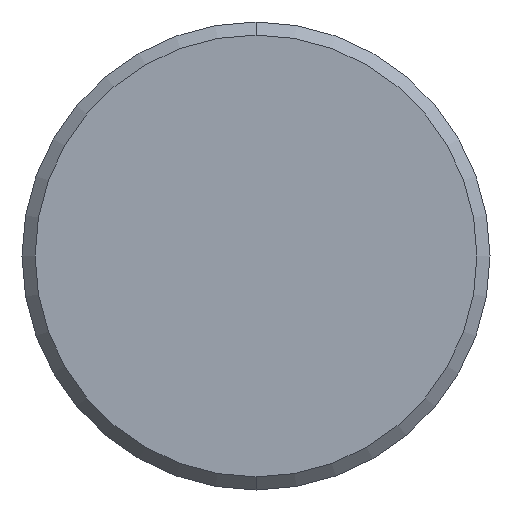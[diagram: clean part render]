
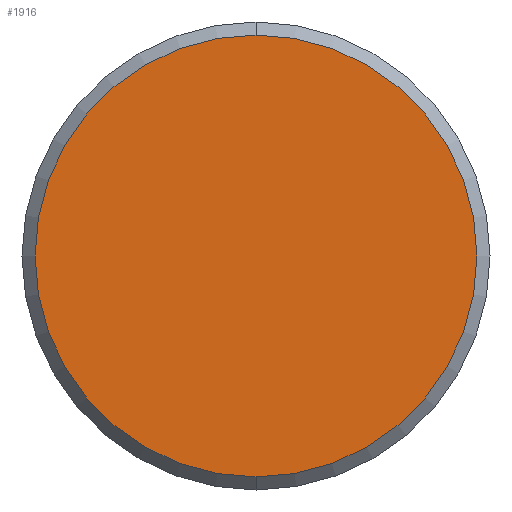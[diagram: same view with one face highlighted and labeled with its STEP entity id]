
A CAD part, left-side view. The second image highlights one B-rep face of the part: STEP entity #1916.
In plain terms, the highlighted planar face has unit normal (-1, 0, 0).
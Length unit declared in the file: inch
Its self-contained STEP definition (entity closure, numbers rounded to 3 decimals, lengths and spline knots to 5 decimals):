
#116 = CARTESIAN_POINT ( 'NONE',  ( -6.95896, 1.2173, 2.37021 ) ) ;
#153 = DIRECTION ( 'NONE',  ( 0., 0., 1. ) ) ;
#157 = CARTESIAN_POINT ( 'NONE',  ( -6.95896, 1.2173, 2.37021 ) ) ;
#191 = DIRECTION ( 'NONE',  ( -1., 0., 0. ) ) ;
#249 = CIRCLE ( 'NONE', #1785, 0.4085 ) ;
#551 = FACE_OUTER_BOUND ( 'NONE', #918, .T. ) ;
#714 = DIRECTION ( 'NONE',  ( 0., 0., 1. ) ) ;
#745 = EDGE_CURVE ( 'NONE', #980, #1536, #2265, .T. ) ;
#843 = DIRECTION ( 'NONE',  ( -1., 0., 0. ) ) ;
#918 = EDGE_LOOP ( 'NONE', ( #1943, #1169 ) ) ;
#980 = VERTEX_POINT ( 'NONE', #1570 ) ;
#1113 = DIRECTION ( 'NONE',  ( 0., 0., 1. ) ) ;
#1135 = AXIS2_PLACEMENT_3D ( 'NONE', #116, #843, #153 ) ;
#1169 = ORIENTED_EDGE ( 'NONE', *, *, #2152, .T. ) ;
#1270 = PLANE ( 'NONE',  #2108 ) ;
#1420 = DIRECTION ( 'NONE',  ( -1., 0., 0. ) ) ;
#1536 = VERTEX_POINT ( 'NONE', #1763 ) ;
#1570 = CARTESIAN_POINT ( 'NONE',  ( -6.95896, 1.2173, 1.96171 ) ) ;
#1632 = CARTESIAN_POINT ( 'NONE',  ( -6.95896, 1.6558, 2.37021 ) ) ;
#1763 = CARTESIAN_POINT ( 'NONE',  ( -6.95896, 1.2173, 2.77871 ) ) ;
#1785 = AXIS2_PLACEMENT_3D ( 'NONE', #157, #1420, #714 ) ;
#1916 = ADVANCED_FACE ( 'NONE', ( #551 ), #1270, .T. ) ;
#1943 = ORIENTED_EDGE ( 'NONE', *, *, #745, .T. ) ;
#2108 = AXIS2_PLACEMENT_3D ( 'NONE', #1632, #191, #1113 ) ;
#2152 = EDGE_CURVE ( 'NONE', #1536, #980, #249, .T. ) ;
#2265 = CIRCLE ( 'NONE', #1135, 0.4085 ) ;
